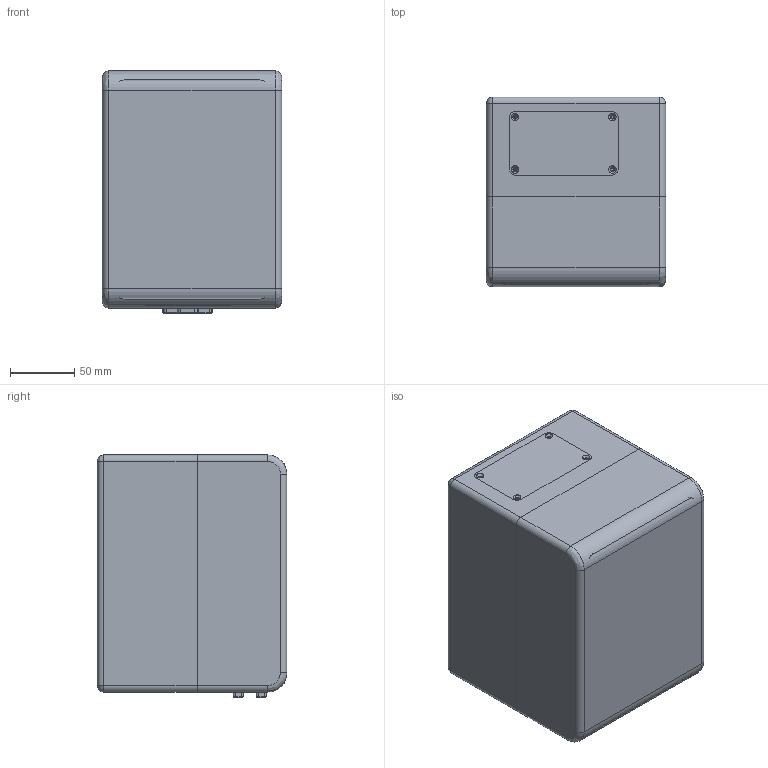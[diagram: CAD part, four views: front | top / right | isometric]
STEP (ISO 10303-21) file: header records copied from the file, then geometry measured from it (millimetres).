
FILE_DESCRIPTION (( 'STEP AP214' ), '1' );
FILE_NAME ('HALscan30X20.stp', '2024-12-18T00:42:03', ( 'XSOOY' ), ( 'Denbo' ), 'SwSTEP 2.0', 'SolidWorks 2014', '' );
FILE_SCHEMA (( 'AUTOMOTIVE_DESIGN' ));
Length unit declared in the file: millimetre
Products named in the file (34): CB10-02-1T安装板鏉挎敼鍒_par_1_1; ZYT20-01-10T噩え標4_1; 菁釱305_1_1; ｶﾋ_1; ZYT20-01-7T俋_1; 30一体改外观无水冷; ZYT20-01-6T傷_1; ZYT20-01-3T湮粣_1; ZYT20-01-2T苤粣_1; ZYT20-01-1T隅_1; DA卡固浐瀹氬潡_1_1; 30萇儂-_Y; DB25 ĸ_1_1; ZYT20-01-10T噩え標3__1; DB9ĸ_1_1; 欶褲-01A2015060_1; 苤裔__1_1; 噩え10600Y3_1; ﾉﾏｸﾇ30_1_1_1; ZYT20-01-7T俋_2; X萇儂g9YWW_1_1_1; ZYT20-01-6T傷_2; 30一体限位愪綅濂梄Y_1; ZYT20-01-3T湮粣_2; 30DA¿¨entationRefs_1; ZYT20-01-2T苤粣_2; 模拟驱动器_1; ZYT20-01-1T隅_2; LM2940CT-12_1; 30萇儂-_X; LM3886_1; ZYT10-01-01T欶_1; 耀攜PC__1; 噩え10600X3_1
Assembly tree (36 placements, depth 3):
  30一体改外观无水冷
    菁釱305_1_1
    模拟驱动器_1  x2
      CB10-02-1T安装板鏉挎敼鍒_par_1_1
      耀攜PC__1
      LM3886_1
      LM2940CT-12_1
    30DA¿¨entationRefs_1
    30一体限位愪綅濂梄Y_1  x2
    X萇儂g9YWW_1_1_1
    ﾉﾏｸﾇ30_1_1_1
    苤裔__1_1
    DB9ĸ_1_1
    DB25 ĸ_1_1
    DA卡固浐瀹氬潡_1_1
    30萇儂-_X
      ZYT20-01-1T隅_1
      ZYT20-01-2T苤粣_1
      ZYT20-01-3T湮粣_1
      ZYT20-01-6T傷_1
      ZYT20-01-7T俋_1
      ｶﾋ_1
      ZYT20-01-10T噩え標4_1
      噩え10600X3_1
      ZYT10-01-01T欶_1
    30萇儂-_Y
      ZYT20-01-1T隅_2
      ZYT20-01-2T苤粣_2
      ZYT20-01-3T湮粣_2
      ZYT20-01-6T傷_2
      ZYT20-01-7T俋_2
      噩え10600Y3_1
      欶褲-01A2015060_1
      ZYT20-01-10T噩え標3__1
Bounding box: 140 x 148 x 188.9 mm (x, y, z)
Volume: 1501467.1 mm3; surface area: 468488.9 mm2
Topology: 37 solids, 37 shells, 2266 faces, 5772 edges, 3683 vertices
Faces by surface type: cylinder 1036, plane 800, cone 405, bspline 25
Entity records: 81123 total; most frequent: CARTESIAN_POINT 11770, DIRECTION 11274, ORIENTED_EDGE 10024, EDGE_CURVE 5012, AXIS2_PLACEMENT_3D 4383, VERTEX_POINT 3223, LINE 2508, VECTOR 2508
